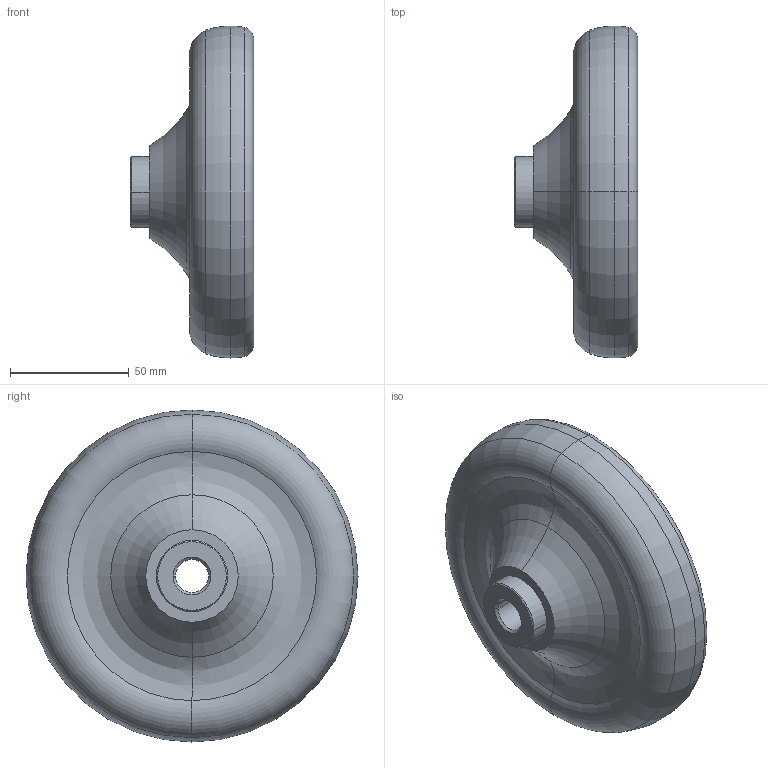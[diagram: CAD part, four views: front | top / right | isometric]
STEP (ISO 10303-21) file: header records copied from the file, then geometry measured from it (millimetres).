
FILE_DESCRIPTION( ( '' ), '1' );
FILE_NAME( 'K0165.1140X14..stp', '2012-10-29T10:19:36', ( '' ), ( '' ), ' ', ' ', ' ' );
FILE_SCHEMA( ( 'CONFIG_CONTROL_DESIGN' ) );
Length unit declared in the file: millimetre
Products named in the file (1): 1
Bounding box: 52 x 139.98 x 139.98 mm (x, y, z)
Volume: 280772.4 mm3; surface area: 44811.8 mm2
Topology: 1 solids, 1 shells, 34 faces, 79 edges, 49 vertices
Faces by surface type: torus 20, cone 6, plane 4, cylinder 4
Entity records: 1052 total; most frequent: DIRECTION 218, CARTESIAN_POINT 163, ORIENTED_EDGE 158, AXIS2_PLACEMENT_3D 104, EDGE_CURVE 79, CIRCLE 69, VERTEX_POINT 49, EDGE_LOOP 38
